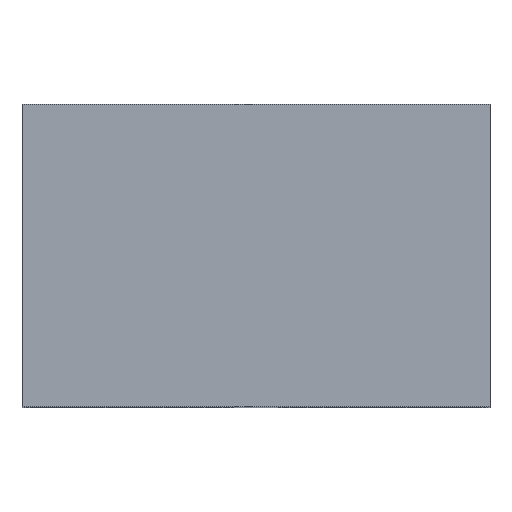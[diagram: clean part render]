
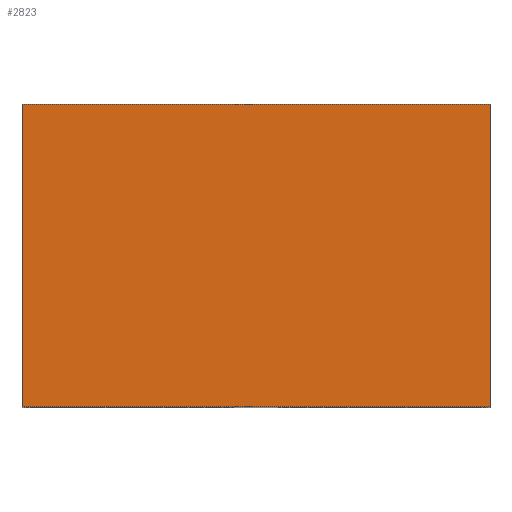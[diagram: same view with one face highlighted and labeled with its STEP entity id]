
A CAD part, top view. The second image highlights one B-rep face of the part: STEP entity #2823.
In plain terms, the highlighted planar face has unit normal (0, 0, 1).
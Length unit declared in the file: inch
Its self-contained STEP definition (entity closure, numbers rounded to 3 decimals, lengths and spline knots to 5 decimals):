
#183=DIRECTION('',(0.,-1.,0.));
#184=VECTOR('',#183,1.938);
#185=CARTESIAN_POINT('',(0.,0.,3.688));
#186=LINE('',#185,#184);
#187=DIRECTION('',(-1.,0.,0.));
#188=VECTOR('',#187,3.);
#189=CARTESIAN_POINT('',(3.,0.,3.688));
#190=LINE('',#189,#188);
#191=DIRECTION('',(0.,1.,0.));
#192=VECTOR('',#191,1.938);
#193=CARTESIAN_POINT('',(3.,-1.938,3.688));
#194=LINE('',#193,#192);
#195=DIRECTION('',(1.,0.,0.));
#196=VECTOR('',#195,3.);
#197=CARTESIAN_POINT('',(0.,-1.938,3.688));
#198=LINE('',#197,#196);
#2331=CARTESIAN_POINT('',(0.,0.,3.688));
#2332=CARTESIAN_POINT('',(0.,-1.938,3.688));
#2333=VERTEX_POINT('',#2331);
#2334=VERTEX_POINT('',#2332);
#2335=CARTESIAN_POINT('',(3.,-1.938,3.688));
#2336=VERTEX_POINT('',#2335);
#2337=CARTESIAN_POINT('',(3.,0.,3.688));
#2338=VERTEX_POINT('',#2337);
#2812=CARTESIAN_POINT('',(0.,0.,3.688));
#2813=DIRECTION('',(0.,0.,1.));
#2814=DIRECTION('',(1.,0.,0.));
#2815=AXIS2_PLACEMENT_3D('',#2812,#2813,#2814);
#2816=PLANE('',#2815);
#2817=ORIENTED_EDGE('',*,*,#2692,.F.);
#2818=ORIENTED_EDGE('',*,*,#2707,.F.);
#2819=ORIENTED_EDGE('',*,*,#2757,.F.);
#2820=ORIENTED_EDGE('',*,*,#2770,.F.);
#2821=EDGE_LOOP('',(#2817,#2818,#2819,#2820));
#2822=FACE_OUTER_BOUND('',#2821,.F.);
#2823=ADVANCED_FACE('',(#2822),#2816,.T.);
#2692=EDGE_CURVE('',#2333,#2334,#186,.T.);
#2707=EDGE_CURVE('',#2338,#2333,#190,.T.);
#2757=EDGE_CURVE('',#2336,#2338,#194,.T.);
#2770=EDGE_CURVE('',#2334,#2336,#198,.T.);
